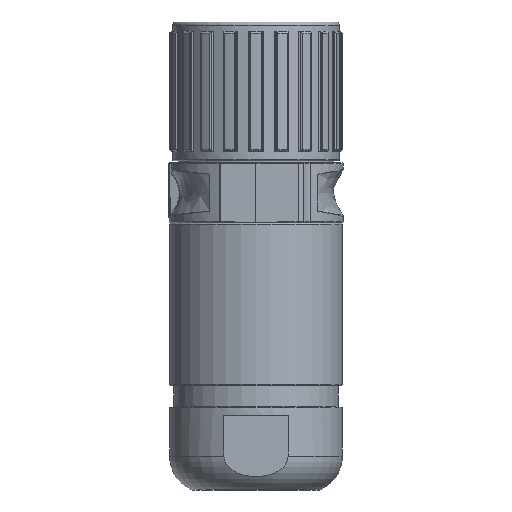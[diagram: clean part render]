
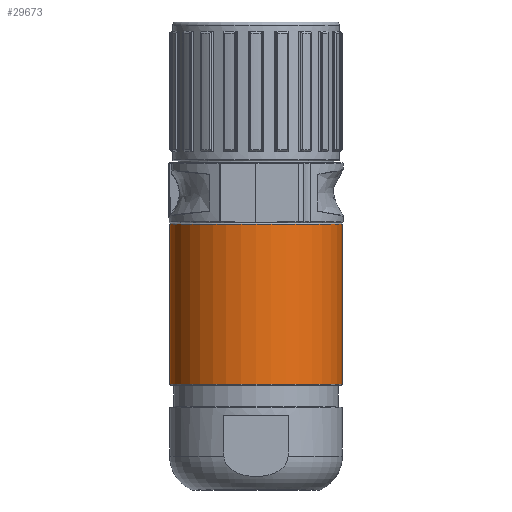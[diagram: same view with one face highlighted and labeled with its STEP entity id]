
A CAD part, left-side view. The second image highlights one B-rep face of the part: STEP entity #29673.
In plain terms, the highlighted cylindrical face has radius 14 mm (diameter 28 mm), a partial arc.
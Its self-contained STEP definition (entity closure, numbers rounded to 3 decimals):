
#70=CARTESIAN_POINT('',(0.,0.,-21.5));
#71=DIRECTION('',(0.,0.,1.));
#72=DIRECTION('',(0.,1.,0.));
#73=AXIS2_PLACEMENT_3D('',#70,#71,#72);
#10649=CARTESIAN_POINT('',(0.,0.,-47.5));
#10650=DIRECTION('',(0.,0.,-1.));
#10651=DIRECTION('',(0.,-1.,0.));
#10652=AXIS2_PLACEMENT_3D('',#10649,#10650,#10651);
#10654=DIRECTION('',(0.,0.,1.));
#10655=VECTOR('',#10654,26.);
#10656=CARTESIAN_POINT('',(0.,14.,-47.5));
#10657=LINE('',#10656,#10655);
#10658=DIRECTION('',(0.,0.,1.));
#10659=VECTOR('',#10658,26.);
#10660=CARTESIAN_POINT('',(0.,-14.,-47.5));
#10661=LINE('',#10660,#10659);
#13375=CARTESIAN_POINT('',(0.,14.,-21.5));
#13376=CARTESIAN_POINT('',(0.,-14.,-21.5));
#13377=VERTEX_POINT('',#13375);
#13378=VERTEX_POINT('',#13376);
#13403=CARTESIAN_POINT('',(0.,14.,-47.5));
#13404=CARTESIAN_POINT('',(0.,-14.,-47.5));
#13405=VERTEX_POINT('',#13403);
#13406=VERTEX_POINT('',#13404);
#29659=CARTESIAN_POINT('',(0.,0.,-19.135));
#29660=DIRECTION('',(0.,0.,-1.));
#29661=DIRECTION('',(0.,-1.,0.));
#29662=AXIS2_PLACEMENT_3D('',#29659,#29660,#29661);
#29663=CYLINDRICAL_SURFACE('',#29662,14.);
#29665=ORIENTED_EDGE('',*,*,#29664,.T.);
#29667=ORIENTED_EDGE('',*,*,#29666,.T.);
#29668=ORIENTED_EDGE('',*,*,#13680,.T.);
#29670=ORIENTED_EDGE('',*,*,#29669,.F.);
#29671=EDGE_LOOP('',(#29665,#29667,#29668,#29670));
#29672=FACE_OUTER_BOUND('',#29671,.F.);
#74=CIRCLE('',#73,14.);
#10653=CIRCLE('',#10652,14.);
#13680=EDGE_CURVE('',#13377,#13378,#74,.T.);
#29664=EDGE_CURVE('',#13406,#13405,#10653,.T.);
#29666=EDGE_CURVE('',#13405,#13377,#10657,.T.);
#29669=EDGE_CURVE('',#13406,#13378,#10661,.T.);
#29673=ADVANCED_FACE('',(#29672),#29663,.T.);
